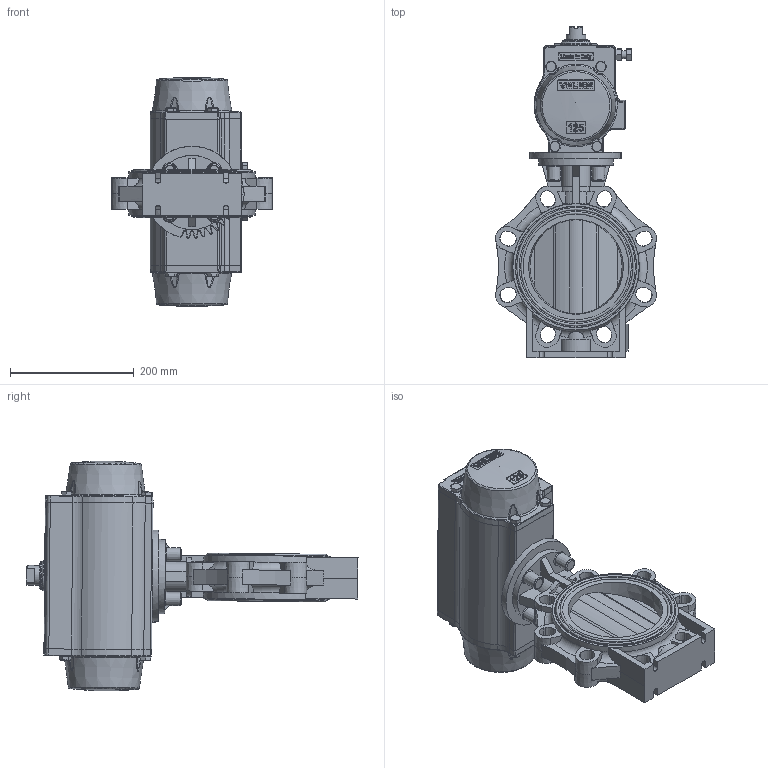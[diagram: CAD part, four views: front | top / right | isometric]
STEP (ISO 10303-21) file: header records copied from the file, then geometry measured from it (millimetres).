
FILE_DESCRIPTION((''),'2;1');
FILE_NAME('PV15011F - 140 - SR125.stp','2021-08-19T10:56:03',('RL'),(''),'Autodesk Inventor 2012','Autodesk Inventor 2012','');
FILE_SCHEMA(('AUTOMOTIVE_DESIGN { 1 0 10303 214 1 1 1 1 }'));
Length unit declared in the file: millimetre
Products named in the file (1): PV15011F_140_82DASR125
Bounding box: 260.84 x 537.32 x 371.85 mm (x, y, z)
Volume: 9693257.4 mm3; surface area: 573547.6 mm2
Topology: 1 solids, 6 shells, 1889 faces, 5043 edges, 3241 vertices
Faces by surface type: plane 880, bspline 429, cone 290, cylinder 193, torus 92, sphere 5
Full cylindrical faces by diameter (mm): 2.5 x2, 4 x1, 4.2 x13, 5 x1, 6.8 x4, 8.5 x4, 11.445 x2, 12 x2, 16 x8, 18 x2, 21.85 x1, 23 x1, 29.8 x1, 31.5 x1, 32 x1, 45 x1, 49 x1, 58.9 x1, 59 x1, 120 x1, 188 x2, 196 x2
Entity records: 86765 total; most frequent: CARTESIAN_POINT 41146, ORIENTED_EDGE 9642, DIRECTION 8296, EDGE_CURVE 4821, VERTEX_POINT 3183, AXIS2_PLACEMENT_3D 3129, EDGE_LOOP 2160, VECTOR 2038
